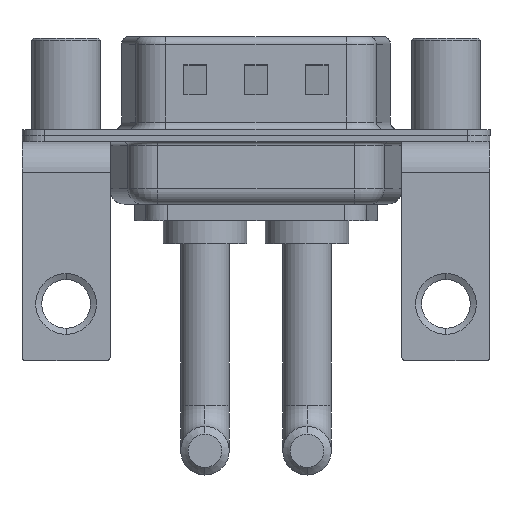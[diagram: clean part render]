
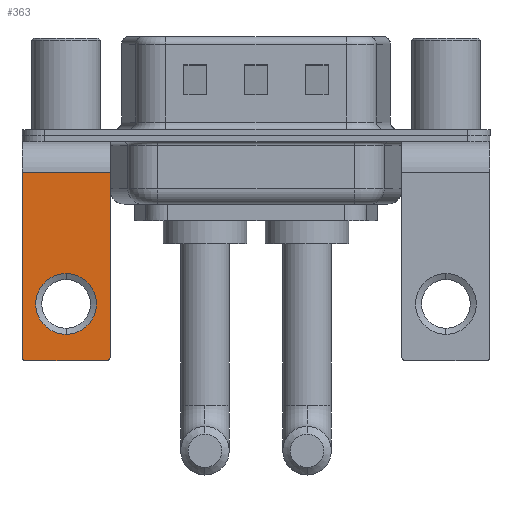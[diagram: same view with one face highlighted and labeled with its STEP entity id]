
A CAD part, front view. The second image highlights one B-rep face of the part: STEP entity #363.
In plain terms, the highlighted planar face has unit normal (0, -1, 0).
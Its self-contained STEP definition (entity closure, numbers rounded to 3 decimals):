
#86 = DIRECTION ( 'NONE',  ( 0., 1., 0. ) ) ;
#116 = EDGE_CURVE ( 'NONE', #2142, #1822, #853, .T. ) ;
#363 = ADVANCED_FACE ( 'NONE', ( #6130, #12639 ), #13829, .F. ) ;
#460 = VERTEX_POINT ( 'NONE', #7509 ) ;
#618 = LINE ( 'NONE', #11026, #16856 ) ;
#697 = EDGE_CURVE ( 'NONE', #460, #7395, #3801, .T. ) ;
#853 = CIRCLE ( 'NONE', #8202, 2. ) ;
#1006 = ORIENTED_EDGE ( 'NONE', *, *, #1744, .T. ) ;
#1351 = ORIENTED_EDGE ( 'NONE', *, *, #11337, .T. ) ;
#1744 = EDGE_CURVE ( 'NONE', #3463, #7779, #14969, .T. ) ;
#1822 = VERTEX_POINT ( 'NONE', #13555 ) ;
#1854 = VECTOR ( 'NONE', #7783, 1000. ) ;
#2142 = VERTEX_POINT ( 'NONE', #14395 ) ;
#2560 = LINE ( 'NONE', #7713, #1854 ) ;
#2791 = VERTEX_POINT ( 'NONE', #14471 ) ;
#3041 = EDGE_CURVE ( 'NONE', #7395, #2791, #15247, .T. ) ;
#3054 = VERTEX_POINT ( 'NONE', #11042 ) ;
#3395 = EDGE_CURVE ( 'NONE', #3054, #7779, #618, .T. ) ;
#3463 = VERTEX_POINT ( 'NONE', #14943 ) ;
#3518 = EDGE_LOOP ( 'NONE', ( #14815, #7698 ) ) ;
#3801 = LINE ( 'NONE', #11667, #6789 ) ;
#3903 = CARTESIAN_POINT ( 'NONE',  ( 0., -6.25, -11.07 ) ) ;
#4238 = DIRECTION ( 'NONE',  ( 0., 0., 1. ) ) ;
#4411 = LINE ( 'NONE', #4668, #10102 ) ;
#4641 = AXIS2_PLACEMENT_3D ( 'NONE', #3903, #86, #4238 ) ;
#4668 = CARTESIAN_POINT ( 'NONE',  ( 2.9, -6.25, -2.4 ) ) ;
#4878 = DIRECTION ( 'NONE',  ( 0., 0., 1. ) ) ;
#5530 = ORIENTED_EDGE ( 'NONE', *, *, #3395, .F. ) ;
#5654 = CARTESIAN_POINT ( 'NONE',  ( -2.9, -6.25, -14.55 ) ) ;
#5739 = DIRECTION ( 'NONE',  ( 0., -1., 0. ) ) ;
#6130 = FACE_BOUND ( 'NONE', #3518, .T. ) ;
#6732 = EDGE_CURVE ( 'NONE', #3463, #2791, #2560, .T. ) ;
#6789 = VECTOR ( 'NONE', #16882, 1000. ) ;
#6830 = CARTESIAN_POINT ( 'NONE',  ( 0., -6.25, -11.07 ) ) ;
#6926 = CARTESIAN_POINT ( 'NONE',  ( 2.9, -6.25, -14.55 ) ) ;
#6974 = DIRECTION ( 'NONE',  ( -1., 0., 0. ) ) ;
#7395 = VERTEX_POINT ( 'NONE', #5654 ) ;
#7509 = CARTESIAN_POINT ( 'NONE',  ( -2.9, -6.25, -2.4 ) ) ;
#7612 = AXIS2_PLACEMENT_3D ( 'NONE', #10001, #16586, #4878 ) ;
#7623 = AXIS2_PLACEMENT_3D ( 'NONE', #12410, #5739, #16181 ) ;
#7698 = ORIENTED_EDGE ( 'NONE', *, *, #11253, .T. ) ;
#7713 = CARTESIAN_POINT ( 'NONE',  ( 2.9, -6.25, -14.8 ) ) ;
#7779 = VERTEX_POINT ( 'NONE', #6926 ) ;
#7783 = DIRECTION ( 'NONE',  ( -1., 0., 0. ) ) ;
#8202 = AXIS2_PLACEMENT_3D ( 'NONE', #6830, #14525, #13325 ) ;
#9263 = ORIENTED_EDGE ( 'NONE', *, *, #6732, .F. ) ;
#10001 = CARTESIAN_POINT ( 'NONE',  ( 2.65, -6.25, -14.55 ) ) ;
#10102 = VECTOR ( 'NONE', #6974, 1000. ) ;
#10403 = AXIS2_PLACEMENT_3D ( 'NONE', #15446, #11351, #11535 ) ;
#11026 = CARTESIAN_POINT ( 'NONE',  ( 2.9, -6.25, -2.4 ) ) ;
#11042 = CARTESIAN_POINT ( 'NONE',  ( 2.9, -6.25, -2.4 ) ) ;
#11253 = EDGE_CURVE ( 'NONE', #1822, #2142, #15020, .T. ) ;
#11337 = EDGE_CURVE ( 'NONE', #3054, #460, #4411, .T. ) ;
#11351 = DIRECTION ( 'NONE',  ( 0., 1., 0. ) ) ;
#11535 = DIRECTION ( 'NONE',  ( 0., 0., 1. ) ) ;
#11667 = CARTESIAN_POINT ( 'NONE',  ( -2.9, -6.25, -2.4 ) ) ;
#12395 = DIRECTION ( 'NONE',  ( 0., 0., -1. ) ) ;
#12410 = CARTESIAN_POINT ( 'NONE',  ( -2.65, -6.25, -14.55 ) ) ;
#12639 = FACE_OUTER_BOUND ( 'NONE', #14024, .T. ) ;
#13325 = DIRECTION ( 'NONE',  ( 0., 0., 1. ) ) ;
#13382 = ORIENTED_EDGE ( 'NONE', *, *, #697, .T. ) ;
#13555 = CARTESIAN_POINT ( 'NONE',  ( 0., -6.25, -9.07 ) ) ;
#13829 = PLANE ( 'NONE',  #10403 ) ;
#14024 = EDGE_LOOP ( 'NONE', ( #13382, #14832, #9263, #1006, #5530, #1351 ) ) ;
#14395 = CARTESIAN_POINT ( 'NONE',  ( 0., -6.25, -13.07 ) ) ;
#14471 = CARTESIAN_POINT ( 'NONE',  ( -2.65, -6.25, -14.8 ) ) ;
#14525 = DIRECTION ( 'NONE',  ( 0., 1., 0. ) ) ;
#14815 = ORIENTED_EDGE ( 'NONE', *, *, #116, .T. ) ;
#14832 = ORIENTED_EDGE ( 'NONE', *, *, #3041, .T. ) ;
#14943 = CARTESIAN_POINT ( 'NONE',  ( 2.65, -6.25, -14.8 ) ) ;
#14969 = CIRCLE ( 'NONE', #7612, 0.25 ) ;
#15020 = CIRCLE ( 'NONE', #4641, 2. ) ;
#15247 = CIRCLE ( 'NONE', #7623, 0.25 ) ;
#15446 = CARTESIAN_POINT ( 'NONE',  ( 2.9, -6.25, -2.4 ) ) ;
#16181 = DIRECTION ( 'NONE',  ( 0., 0., 1. ) ) ;
#16586 = DIRECTION ( 'NONE',  ( 0., -1., 0. ) ) ;
#16856 = VECTOR ( 'NONE', #12395, 1000. ) ;
#16882 = DIRECTION ( 'NONE',  ( 0., 0., -1. ) ) ;
